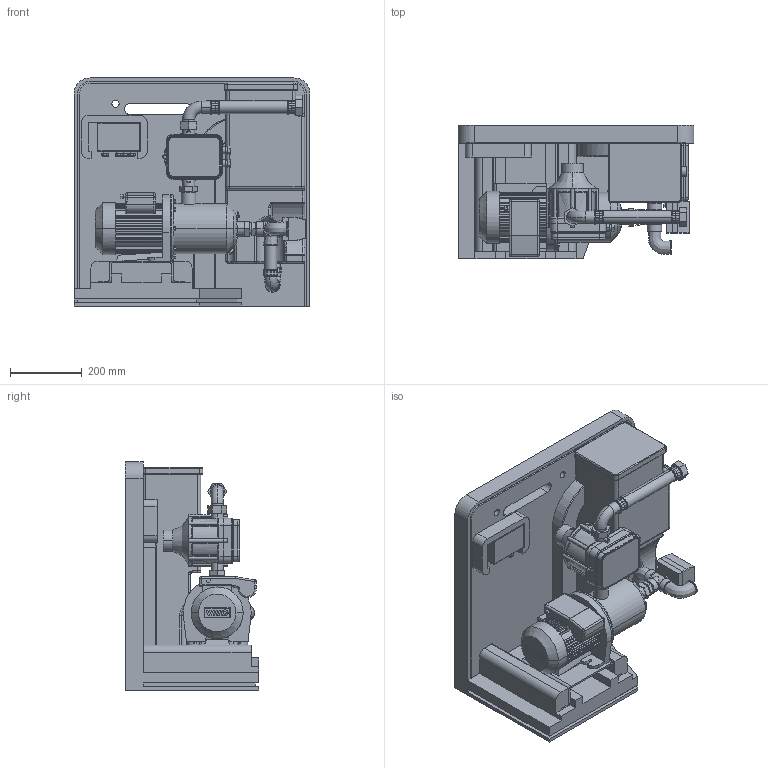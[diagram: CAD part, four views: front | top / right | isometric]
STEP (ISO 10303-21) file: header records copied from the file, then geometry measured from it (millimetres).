
FILE_DESCRIPTION((''),'2;1');
FILE_NAME('3d_RainSystem AF Basic MC 304-2518349.stp','2009-06-17T09:41:39',(''),(''),'Mechanical Desktop 2008','Mechanical Desktop 2008',', , ');
FILE_SCHEMA(('CONFIG_CONTROL_DESIGN'));
Length unit declared in the file: millimetre
Products named in the file (1): 3D_RAINSYSTEM AF BASIC MC 304-2518349
Bounding box: 660 x 373 x 638 mm (x, y, z)
Volume: 60427908.9 mm3; surface area: 3154196.7 mm2
Topology: 31 solids, 31 shells, 1714 faces, 4419 edges, 2790 vertices
Faces by surface type: plane 794, cylinder 447, bspline 366, torus 58, sphere 39, cone 10
Entity records: 63598 total; most frequent: CARTESIAN_POINT 22236, ORIENTED_EDGE 8770, DIRECTION 8533, EDGE_CURVE 4385, AXIS2_PLACEMENT_3D 2969, VERTEX_POINT 2791, VECTOR 2595, LINE 2595
